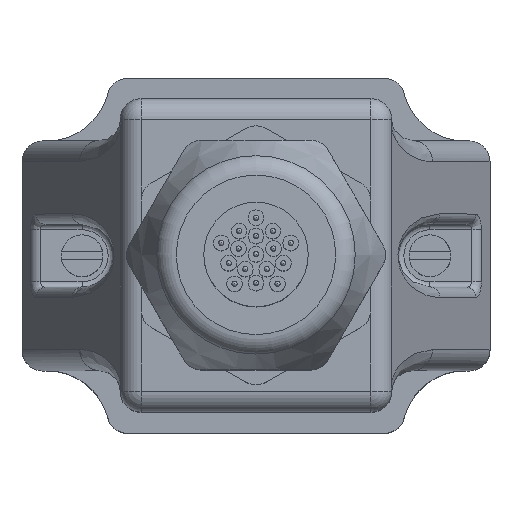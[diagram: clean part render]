
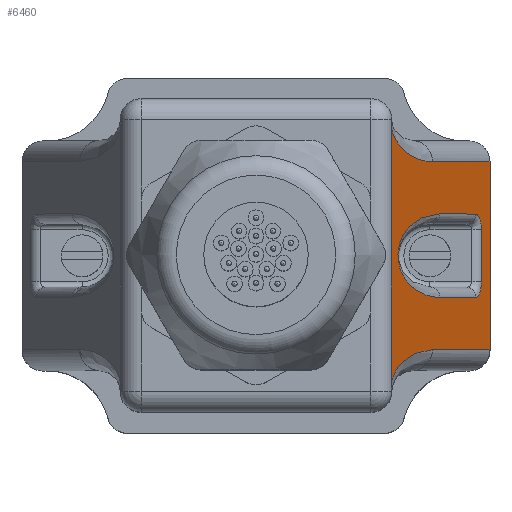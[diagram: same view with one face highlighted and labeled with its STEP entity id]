
A CAD part, top view. The second image highlights one B-rep face of the part: STEP entity #6460.
In plain terms, the highlighted planar face has unit normal (0.943, 0, 0.334).
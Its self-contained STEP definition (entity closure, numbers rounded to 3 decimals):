
#5118=CARTESIAN_POINT('',(13.,-12.047,38.0));
#5119=VERTEX_POINT('',#5118);
#5126=CARTESIAN_POINT('',(13.,12.047,38.0));
#5127=VERTEX_POINT('',#5126);
#5128=CARTESIAN_POINT('',(13.,-12.047,38.0));
#5129=DIRECTION('',(0.0,1.0,0.0));
#5130=VECTOR('',#5129,24.095);
#5131=LINE('',#5128,#5130);
#5132=EDGE_CURVE('',#5119,#5127,#5131,.T.);
#5927=CARTESIAN_POINT('',(21.04,-4.,15.334));
#5928=VERTEX_POINT('',#5927);
#5946=CARTESIAN_POINT('',(17.592,-4.,25.053));
#5947=VERTEX_POINT('',#5946);
#5955=CARTESIAN_POINT('',(17.592,-4.,25.053));
#5956=DIRECTION('',(0.334,0.,-0.942));
#5957=VECTOR('',#5956,10.312);
#5958=LINE('',#5955,#5957);
#5959=EDGE_CURVE('',#5947,#5928,#5958,.T.);
#6029=CARTESIAN_POINT('',(21.572,-2.5,13.834));
#6030=VERTEX_POINT('',#6029);
#6048=CARTESIAN_POINT('',(21.04,-2.5,15.334));
#6049=DIRECTION('',(0.942,0.,0.334));
#6050=DIRECTION('',(0.334,0.,-0.942));
#6051=AXIS2_PLACEMENT_3D('',#6048,#6049,#6050);
#6052=ELLIPSE('',#6051,1.592,1.5);
#6053=EDGE_CURVE('',#5928,#6030,#6052,.T.);
#6157=CARTESIAN_POINT('',(17.592,4.,25.053));
#6158=VERTEX_POINT('',#6157);
#6166=CARTESIAN_POINT('',(17.592,0.0,25.053));
#6167=DIRECTION('',(0.942,0.0,0.334));
#6168=DIRECTION('',(-0.334,0.0,0.942));
#6169=AXIS2_PLACEMENT_3D('',#6166,#6167,#6168);
#6170=ELLIPSE('',#6169,11.965,4.);
#6171=EDGE_CURVE('',#6158,#5947,#6170,.T.);
#6189=CARTESIAN_POINT('',(21.572,2.5,13.834));
#6190=VERTEX_POINT('',#6189);
#6207=CARTESIAN_POINT('',(21.572,-2.5,13.834));
#6208=DIRECTION('',(0.0,1.0,0.0));
#6209=VECTOR('',#6208,5.);
#6210=LINE('',#6207,#6209);
#6211=EDGE_CURVE('',#6030,#6190,#6210,.T.);
#6223=CARTESIAN_POINT('',(21.04,4.,15.334));
#6224=VERTEX_POINT('',#6223);
#6232=CARTESIAN_POINT('',(21.04,4.,15.334));
#6233=DIRECTION('',(-0.334,0.,0.942));
#6234=VECTOR('',#6233,10.312);
#6235=LINE('',#6232,#6234);
#6236=EDGE_CURVE('',#6224,#6158,#6235,.T.);
#6330=CARTESIAN_POINT('',(21.04,2.5,15.334));
#6331=DIRECTION('',(0.942,0.0,0.334));
#6332=DIRECTION('',(0.334,0.,-0.942));
#6333=AXIS2_PLACEMENT_3D('',#6330,#6331,#6332);
#6334=ELLIPSE('',#6333,1.592,1.5);
#6335=EDGE_CURVE('',#6190,#6224,#6334,.T.);
#6404=CARTESIAN_POINT('',(13.0,0.0,38.0));
#6405=DIRECTION('',(0.942,0.0,0.334));
#6406=DIRECTION('',(0.334,0.0,-0.942));
#6407=AXIS2_PLACEMENT_3D('',#6404,#6405,#6406);
#6408=PLANE('',#6407);
#6409=CARTESIAN_POINT('',(16.885,9.,27.048));
#6410=VERTEX_POINT('',#6409);
#6411=CARTESIAN_POINT('',(22.4,9.,11.5));
#6412=VERTEX_POINT('',#6411);
#6413=CARTESIAN_POINT('',(16.885,9.,27.048));
#6414=DIRECTION('',(0.334,0.,-0.942));
#6415=VECTOR('',#6414,16.497);
#6416=LINE('',#6413,#6415);
#6417=EDGE_CURVE('',#6410,#6412,#6416,.T.);
#6418=ORIENTED_EDGE('',*,*,#6417,.F.);
#6419=CARTESIAN_POINT('',(16.885,13.,27.048));
#6420=DIRECTION('',(0.942,0.0,0.334));
#6421=DIRECTION('',(-0.334,0.,0.942));
#6422=AXIS2_PLACEMENT_3D('',#6419,#6420,#6421);
#6423=ELLIPSE('',#6422,11.965,4.);
#6424=EDGE_CURVE('',#5127,#6410,#6423,.T.);
#6425=ORIENTED_EDGE('',*,*,#6424,.F.);
#6426=ORIENTED_EDGE('',*,*,#5132,.F.);
#6427=CARTESIAN_POINT('',(16.885,-9.,27.048));
#6428=VERTEX_POINT('',#6427);
#6429=CARTESIAN_POINT('',(16.885,-13.,27.048));
#6430=DIRECTION('',(0.942,0.0,0.334));
#6431=DIRECTION('',(-0.334,0.0,0.942));
#6432=AXIS2_PLACEMENT_3D('',#6429,#6430,#6431);
#6433=ELLIPSE('',#6432,11.965,4.);
#6434=EDGE_CURVE('',#6428,#5119,#6433,.T.);
#6435=ORIENTED_EDGE('',*,*,#6434,.F.);
#6436=CARTESIAN_POINT('',(22.4,-9.,11.5));
#6437=VERTEX_POINT('',#6436);
#6438=CARTESIAN_POINT('',(22.4,-9.0,11.5));
#6439=DIRECTION('',(-0.334,0.,0.942));
#6440=VECTOR('',#6439,16.497);
#6441=LINE('',#6438,#6440);
#6442=EDGE_CURVE('',#6437,#6428,#6441,.T.);
#6443=ORIENTED_EDGE('',*,*,#6442,.F.);
#6444=CARTESIAN_POINT('',(22.4,9.,11.5));
#6445=DIRECTION('',(0.0,-1.0,0.0));
#6446=VECTOR('',#6445,18.);
#6447=LINE('',#6444,#6446);
#6448=EDGE_CURVE('',#6412,#6437,#6447,.T.);
#6449=ORIENTED_EDGE('',*,*,#6448,.F.);
#6450=EDGE_LOOP('',(#6418,#6425,#6426,#6435,#6443,#6449));
#6451=FACE_OUTER_BOUND('',#6450,.T.);
#6452=ORIENTED_EDGE('',*,*,#5959,.F.);
#6453=ORIENTED_EDGE('',*,*,#6171,.F.);
#6454=ORIENTED_EDGE('',*,*,#6236,.F.);
#6455=ORIENTED_EDGE('',*,*,#6335,.F.);
#6456=ORIENTED_EDGE('',*,*,#6211,.F.);
#6457=ORIENTED_EDGE('',*,*,#6053,.F.);
#6458=EDGE_LOOP('',(#6452,#6453,#6454,#6455,#6456,#6457));
#6459=FACE_BOUND('',#6458,.T.);
#6460=ADVANCED_FACE('',(#6451,#6459),#6408,.T.);
